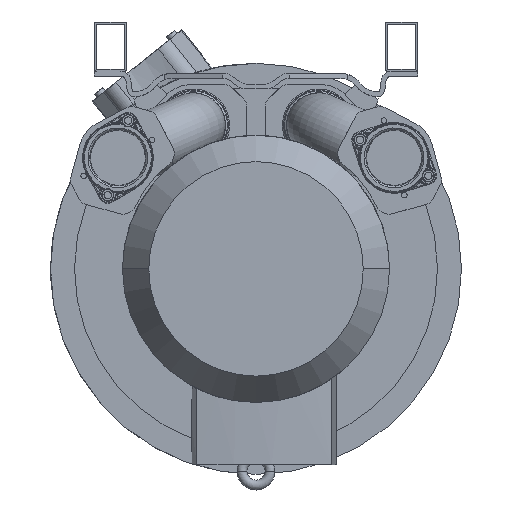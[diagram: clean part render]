
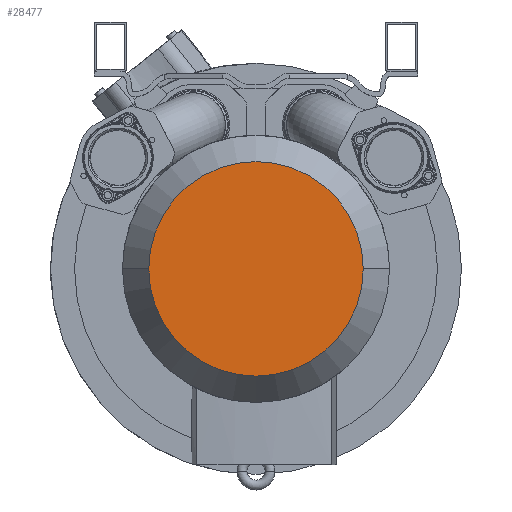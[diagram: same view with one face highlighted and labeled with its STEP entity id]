
A CAD part, front view. The second image highlights one B-rep face of the part: STEP entity #28477.
In plain terms, the highlighted planar face has unit normal (0, -1, 0).
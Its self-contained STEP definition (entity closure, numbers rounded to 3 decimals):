
#5378=CARTESIAN_POINT('',(0.,-474.7,
0.));
#5379=DIRECTION('',(0.,-1.,0.));
#5380=DIRECTION('',(1.,0.,0.));
#5381=AXIS2_PLACEMENT_3D('',#5378,#5379,#5380);
#5383=CARTESIAN_POINT('',(0.,-474.7,
0.));
#5384=DIRECTION('',(0.,-1.,0.));
#5385=DIRECTION('',(-1.,0.,0.));
#5386=AXIS2_PLACEMENT_3D('',#5383,#5384,#5385);
#12133=CARTESIAN_POINT('',(130.488,-474.7,0.));
#12134=CARTESIAN_POINT('',(-130.488,-474.7,
0.));
#12135=VERTEX_POINT('',#12133);
#12136=VERTEX_POINT('',#12134);
#28467=CARTESIAN_POINT('',(0.,-474.7,0.));
#28468=DIRECTION('',(0.,-1.,0.));
#28469=DIRECTION('',(1.,0.,0.));
#28470=AXIS2_PLACEMENT_3D('',#28467,#28468,#28469);
#28471=PLANE('',#28470);
#28472=ORIENTED_EDGE('',*,*,#28457,.F.);
#28474=ORIENTED_EDGE('',*,*,#28473,.F.);
#28475=EDGE_LOOP('',(#28472,#28474));
#28476=FACE_OUTER_BOUND('',#28475,.F.);
#28477=ADVANCED_FACE('',(#28476),#28471,.T.);
#5382=CIRCLE('',#5381,130.488);
#5387=CIRCLE('',#5386,130.488);
#28457=EDGE_CURVE('',#12135,#12136,#5382,.T.);
#28473=EDGE_CURVE('',#12136,#12135,#5387,.T.);
